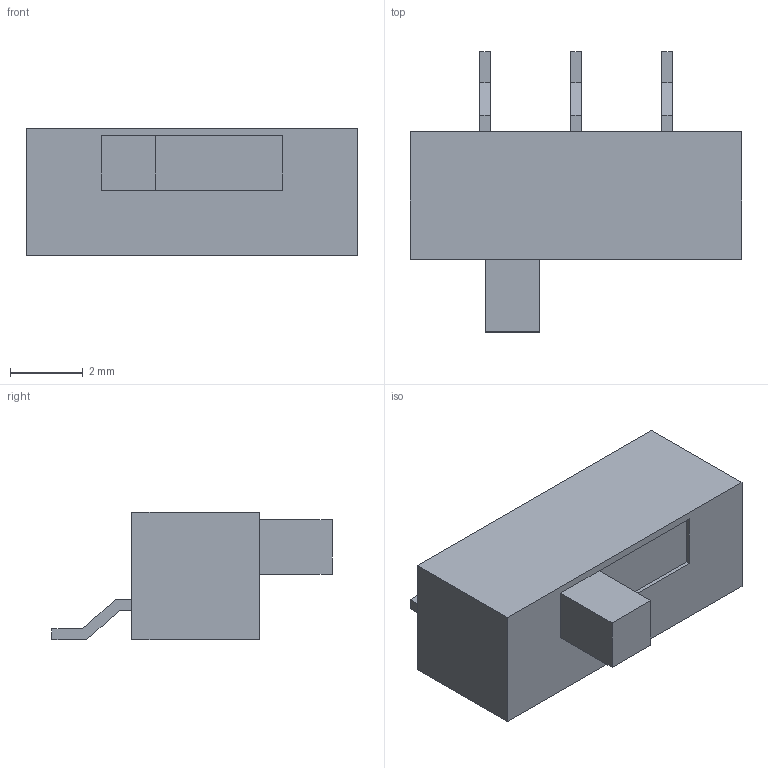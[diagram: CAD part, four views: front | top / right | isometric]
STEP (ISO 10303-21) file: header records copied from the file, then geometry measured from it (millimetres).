
FILE_DESCRIPTION(/* description */ (''),/* implementation_level */ '2;1');
FILE_NAME(/* name */ '',/* time_stamp */ '2023-09-21T09:44:52+08:00',/* author */ (''),/* organization */ (''),/* preprocessor_version */ 'ST-DEVELOPER v20',/* originating_system */ 'Autodesk Translation Framework v12.9.0.99',/* authorisation */ '');
FILE_SCHEMA (('AUTOMOTIVE_DESIGN { 1 0 10303 214 3 1 1 }'));
Length unit declared in the file: millimetre
Products named in the file (1): 单刀双掷贴片开关9x3.5x3.5
Bounding box: 9.1 x 7.7 x 3.5 mm (x, y, z)
Volume: 116.1 mm3; surface area: 173.9 mm2
Topology: 1 solids, 1 shells, 42 faces, 106 edges, 70 vertices
Faces by surface type: plane 42
Entity records: 1302 total; most frequent: CARTESIAN_POINT 219, ORIENTED_EDGE 212, DIRECTION 192, LINE 106, VECTOR 106, EDGE_CURVE 106, VERTEX_POINT 70, EDGE_LOOP 46
